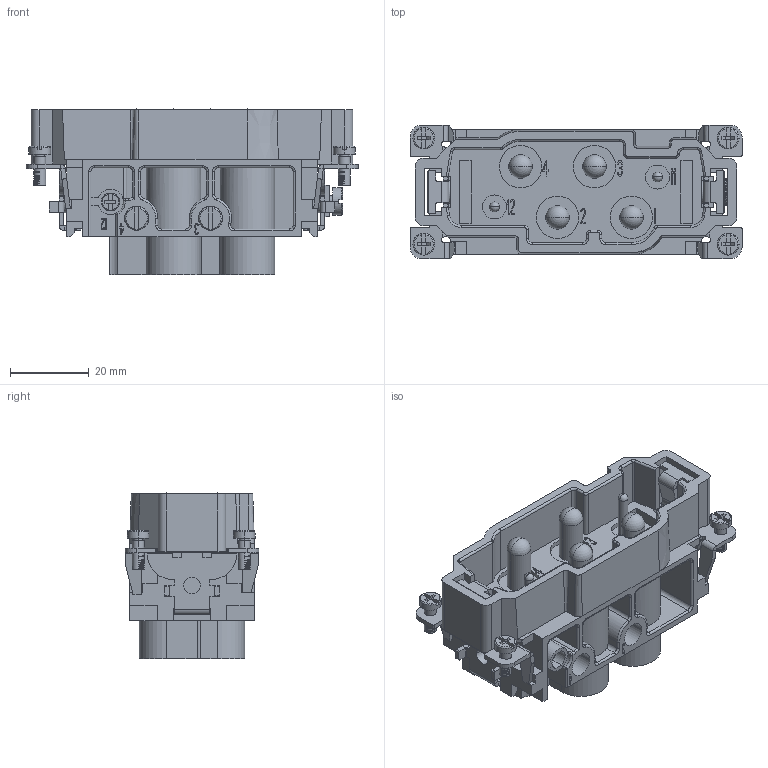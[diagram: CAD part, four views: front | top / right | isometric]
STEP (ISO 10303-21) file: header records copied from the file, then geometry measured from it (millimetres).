
FILE_DESCRIPTION((''),'2;1');
FILE_NAME('2711','2017-09-02T',('tl.yang'),(''),'PRO/ENGINEER BY PARAMETRIC TECHNOLOGY CORPORATION, 2011500','PRO/ENGINEER BY PARAMETRIC TECHNOLOGY CORPORATION, 2011500','');
FILE_SCHEMA(('CONFIG_CONTROL_DESIGN'));
Products named in the file (1): 2711
Bounding box: 84.5 x 34 x 42.25 mm (x, y, z)
Volume: 38715.6 mm3; surface area: 36488.3 mm2
Topology: 1 solids, 3 shells, 1870 faces, 5196 edges, 3354 vertices
Faces by surface type: plane 1208, cylinder 431, torus 101, cone 72, sphere 32, bspline 26
Entity records: 61375 total; most frequent: CARTESIAN_POINT 13105, ORIENTED_EDGE 10360, DIRECTION 9696, EDGE_CURVE 5180, VECTOR 3724, LINE 3724, VERTEX_POINT 3354, AXIS2_PLACEMENT_3D 2986
